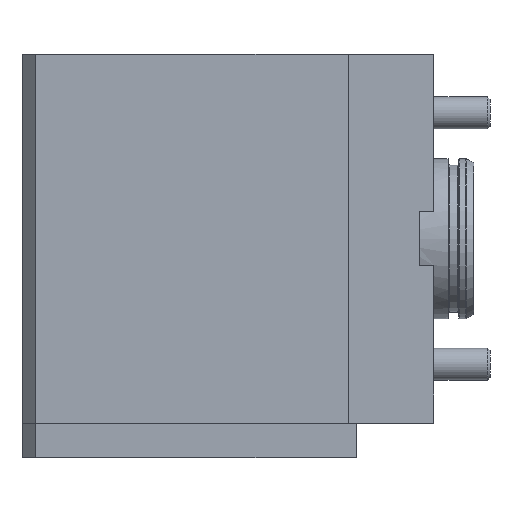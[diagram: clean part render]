
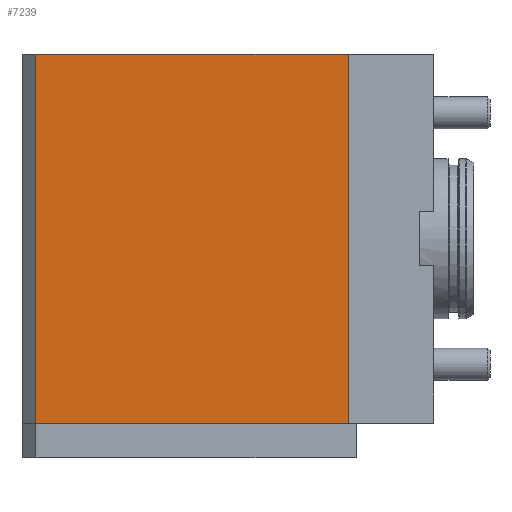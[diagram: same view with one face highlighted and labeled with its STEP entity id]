
A CAD part, left-side view. The second image highlights one B-rep face of the part: STEP entity #7239.
In plain terms, the highlighted planar face has unit normal (-1, 0, 0).
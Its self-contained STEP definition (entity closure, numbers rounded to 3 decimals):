
#28 = EDGE_CURVE ( 'NONE', #7754, #10340, #11252, .T. ) ;
#1066 = LINE ( 'NONE', #7210, #2418 ) ;
#1733 = ORIENTED_EDGE ( 'NONE', *, *, #22759, .T. ) ;
#1949 = DIRECTION ( 'NONE',  ( 0., 0., -1. ) ) ;
#2073 = PLANE ( 'NONE',  #4941 ) ;
#2418 = VECTOR ( 'NONE', #18104, 1000. ) ;
#3002 = LINE ( 'NONE', #17937, #7223 ) ;
#3701 = FACE_OUTER_BOUND ( 'NONE', #5082, .T. ) ;
#3881 = VERTEX_POINT ( 'NONE', #7516 ) ;
#4863 = CARTESIAN_POINT ( 'NONE',  ( -32., 32., 69. ) ) ;
#4941 = AXIS2_PLACEMENT_3D ( 'NONE', #17039, #20582, #1949 ) ;
#5082 = EDGE_LOOP ( 'NONE', ( #23878, #1733, #13302, #9183 ) ) ;
#5153 = EDGE_CURVE ( 'NONE', #15008, #7754, #3002, .T. ) ;
#7210 = CARTESIAN_POINT ( 'NONE',  ( -32., 32., -69. ) ) ;
#7223 = VECTOR ( 'NONE', #16364, 1000. ) ;
#7239 = ADVANCED_FACE ( 'Defeature completata1_3', ( #3701 ), #2073, .F. ) ;
#7516 = CARTESIAN_POINT ( 'NONE',  ( -32., 149., -69. ) ) ;
#7754 = VERTEX_POINT ( 'NONE', #4863 ) ;
#8688 = DIRECTION ( 'NONE',  ( 0., 0., -1. ) ) ;
#9183 = ORIENTED_EDGE ( 'NONE', *, *, #28, .F. ) ;
#10340 = VERTEX_POINT ( 'NONE', #16979 ) ;
#11252 = LINE ( 'NONE', #13326, #15393 ) ;
#11955 = CARTESIAN_POINT ( 'NONE',  ( -32., 149., 69. ) ) ;
#13302 = ORIENTED_EDGE ( 'NONE', *, *, #13504, .T. ) ;
#13326 = CARTESIAN_POINT ( 'NONE',  ( -32., 32., 69. ) ) ;
#13504 = EDGE_CURVE ( 'NONE', #3881, #10340, #1066, .T. ) ;
#13769 = VECTOR ( 'NONE', #8688, 1000. ) ;
#15008 = VERTEX_POINT ( 'NONE', #20031 ) ;
#15393 = VECTOR ( 'NONE', #18672, 1000. ) ;
#15733 = LINE ( 'NONE', #11955, #13769 ) ;
#16364 = DIRECTION ( 'NONE',  ( 0., -1., 0. ) ) ;
#16979 = CARTESIAN_POINT ( 'NONE',  ( -32., 32., -69. ) ) ;
#17039 = CARTESIAN_POINT ( 'NONE',  ( -32., 32., 69. ) ) ;
#17937 = CARTESIAN_POINT ( 'NONE',  ( -32., 32., 69. ) ) ;
#18104 = DIRECTION ( 'NONE',  ( 0., -1., 0. ) ) ;
#18672 = DIRECTION ( 'NONE',  ( 0., 0., -1. ) ) ;
#20031 = CARTESIAN_POINT ( 'NONE',  ( -32., 149., 69. ) ) ;
#20582 = DIRECTION ( 'NONE',  ( 1., 0., 0. ) ) ;
#22759 = EDGE_CURVE ( 'NONE', #15008, #3881, #15733, .T. ) ;
#23878 = ORIENTED_EDGE ( 'NONE', *, *, #5153, .F. ) ;
